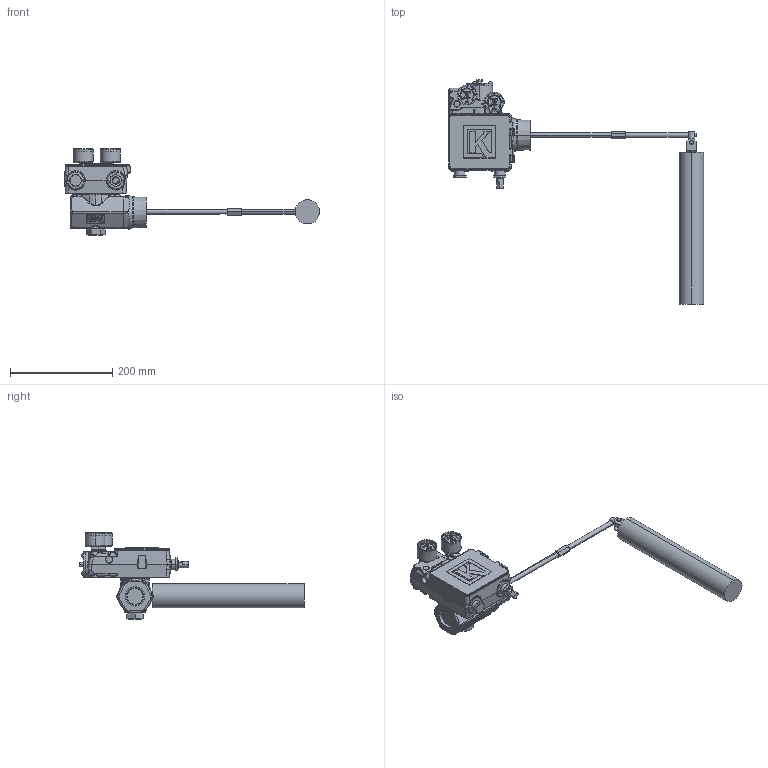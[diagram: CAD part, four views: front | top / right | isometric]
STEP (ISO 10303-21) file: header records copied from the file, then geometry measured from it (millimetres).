
FILE_DESCRIPTION (( 'STEP AP214' ), '1' );
FILE_NAME ('FPL2S4L1AS-LCL.STEP', '2022-11-22T16:15:35', ( '' ), ( '' ), 'SwSTEP 2.0', 'SolidWorks 2019', '' );
FILE_SCHEMA (( 'AUTOMOTIVE_DESIGN' ));
Length unit declared in the file: inch
Products named in the file (1): FPL2S4L1AS-LCL
Bounding box: 499.11 x 438.47 x 168.55 mm (x, y, z)
Volume: 1702481.7 mm3; surface area: 245068.1 mm2
Topology: 4 solids, 4 shells, 3822 faces, 9950 edges, 6345 vertices
Faces by surface type: plane 2064, cylinder 717, bspline 713, cone 189, torus 98, sphere 41
Entity records: 184974 total; most frequent: CARTESIAN_POINT 66317, ORIENTED_EDGE 19808, DIRECTION 16009, EDGE_CURVE 9904, VERTEX_POINT 6343, VECTOR 6153, LINE 6153, AXIS2_PLACEMENT_3D 4928
